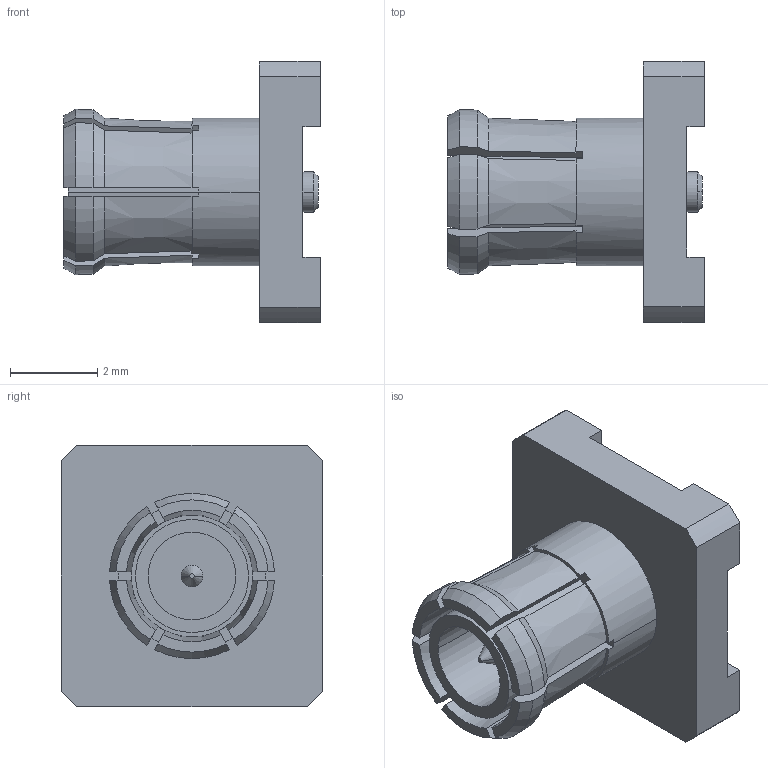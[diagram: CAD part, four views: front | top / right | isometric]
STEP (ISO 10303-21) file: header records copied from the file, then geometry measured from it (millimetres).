
FILE_DESCRIPTION (( 'STEP AP214' ), '1' );
FILE_NAME ('FMCN5336_3D.step', '2025-04-08T18:46:04', ( '' ), ( '' ), 'SwSTEP 2.0', 'SolidWorks 2022', '' );
FILE_SCHEMA (( 'AUTOMOTIVE_DESIGN' ));
Length unit declared in the file: millimetre
Products named in the file (1): FMCN5336_3D
Bounding box: 5.9 x 6 x 6 mm (x, y, z)
Volume: 65 mm3; surface area: 253.1 mm2
Topology: 1 solids, 1 shells, 109 faces, 286 edges, 186 vertices
Faces by surface type: plane 55, cone 36, cylinder 18
Entity records: 3516 total; most frequent: CARTESIAN_POINT 762, DIRECTION 576, ORIENTED_EDGE 572, EDGE_CURVE 286, AXIS2_PLACEMENT_3D 216, VERTEX_POINT 186, VECTOR 144, LINE 144
